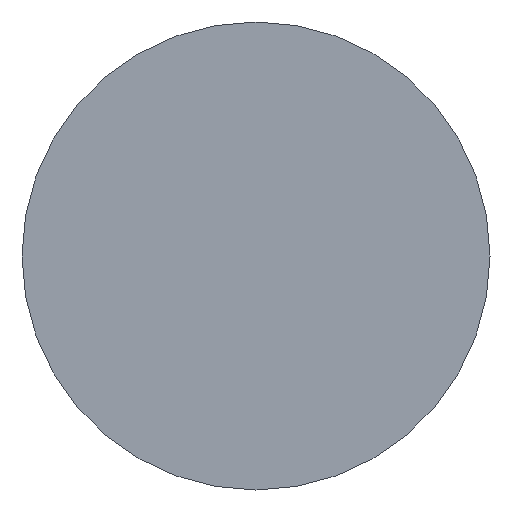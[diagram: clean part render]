
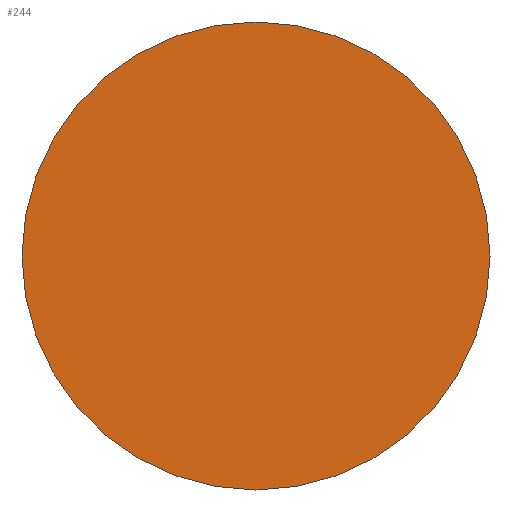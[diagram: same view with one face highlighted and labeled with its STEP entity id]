
A CAD part, left-side view. The second image highlights one B-rep face of the part: STEP entity #244.
In plain terms, the highlighted planar face has unit normal (-1, 0, 0).
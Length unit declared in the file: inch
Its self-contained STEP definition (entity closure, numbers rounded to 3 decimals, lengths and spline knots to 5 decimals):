
#11 = CARTESIAN_POINT ( 'NONE',  ( 0., 0., 0. ) ) ;
#13 = DIRECTION ( 'NONE',  ( -1., 0., 0. ) ) ;
#29 = DIRECTION ( 'NONE',  ( -1., 0., 0. ) ) ;
#65 = DIRECTION ( 'NONE',  ( 0., -1., 0. ) ) ;
#66 = DIRECTION ( 'NONE',  ( 0., -1., 0. ) ) ;
#113 = CARTESIAN_POINT ( 'NONE',  ( 0., 0., 0. ) ) ;
#157 = AXIS2_PLACEMENT_3D ( 'NONE', #11, #13, #66 ) ;
#159 = AXIS2_PLACEMENT_3D ( 'NONE', #113, #29, #65 ) ;
#210 = EDGE_CURVE ( 'NONE', #466, #595, #508, .T. ) ;
#232 = EDGE_CURVE ( 'NONE', #595, #466, #555, .T. ) ;
#244 = ADVANCED_FACE ( 'NONE', ( #647 ), #415, .F. ) ;
#290 = AXIS2_PLACEMENT_3D ( 'NONE', #383, #314, #424 ) ;
#314 = DIRECTION ( 'NONE',  ( 1., 0., 0. ) ) ;
#338 = CARTESIAN_POINT ( 'NONE',  ( 0., -0.03675, 0. ) ) ;
#383 = CARTESIAN_POINT ( 'NONE',  ( 0., 0.0363, 0. ) ) ;
#415 = PLANE ( 'NONE',  #290 ) ;
#417 = CARTESIAN_POINT ( 'NONE',  ( 0., 0.03675, 0. ) ) ;
#424 = DIRECTION ( 'NONE',  ( 0., 1., 0. ) ) ;
#466 = VERTEX_POINT ( 'NONE', #417 ) ;
#508 = CIRCLE ( 'NONE', #159, 0.03675 ) ;
#555 = CIRCLE ( 'NONE', #157, 0.03675 ) ;
#571 = ORIENTED_EDGE ( 'NONE', *, *, #210, .T. ) ;
#595 = VERTEX_POINT ( 'NONE', #338 ) ;
#606 = EDGE_LOOP ( 'NONE', ( #669, #571 ) ) ;
#647 = FACE_OUTER_BOUND ( 'NONE', #606, .T. ) ;
#669 = ORIENTED_EDGE ( 'NONE', *, *, #232, .T. ) ;
